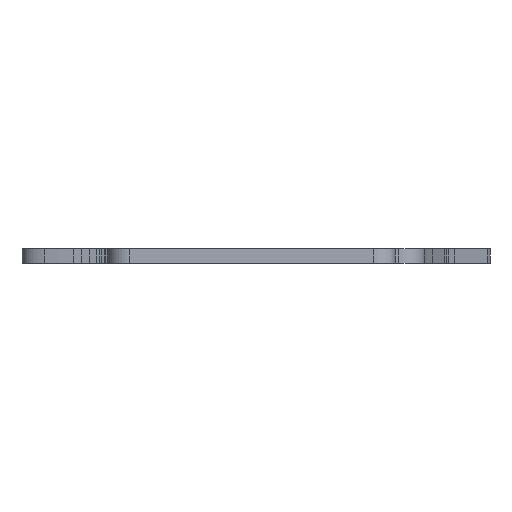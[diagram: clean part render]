
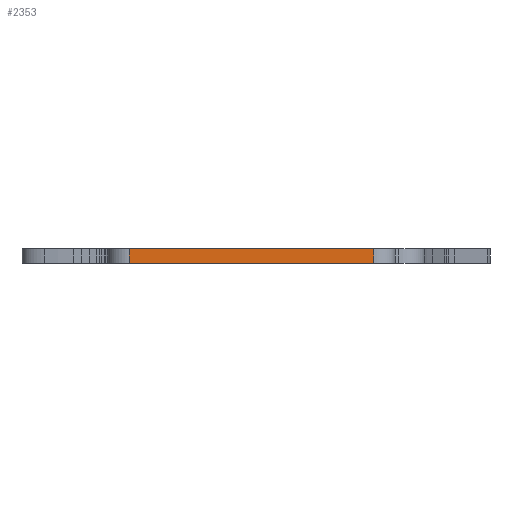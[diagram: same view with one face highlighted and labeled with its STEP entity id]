
A CAD part, left-side view. The second image highlights one B-rep face of the part: STEP entity #2353.
In plain terms, the highlighted planar face has unit normal (-1, 0, 0).
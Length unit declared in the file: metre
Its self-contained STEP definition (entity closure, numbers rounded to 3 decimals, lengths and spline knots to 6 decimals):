
#168=ORIENTED_EDGE('',*,*,#843,.T.);
#169=ORIENTED_EDGE('',*,*,#844,.F.);
#170=ORIENTED_EDGE('',*,*,#845,.F.);
#171=ORIENTED_EDGE('',*,*,#841,.T.);
#841=EDGE_CURVE('',#1169,#1168,#1420,.T.);
#843=EDGE_CURVE('',#1168,#1170,#1421,.T.);
#844=EDGE_CURVE('',#1171,#1170,#1422,.T.);
#845=EDGE_CURVE('',#1169,#1171,#1423,.T.);
#1168=VERTEX_POINT('',#3307);
#1169=VERTEX_POINT('',#3309);
#1170=VERTEX_POINT('',#3322);
#1171=VERTEX_POINT('',#3324);
#1420=LINE('',#3308,#1736);
#1421=LINE('',#3321,#1737);
#1422=LINE('',#3323,#1738);
#1423=LINE('',#3325,#1739);
#1736=VECTOR('',#2706,1.);
#1737=VECTOR('',#2709,1.);
#1738=VECTOR('',#2710,1.);
#1739=VECTOR('',#2711,1.);
#1995=EDGE_LOOP('',(#168,#169,#170,#171));
#2123=FACE_BOUND('',#1995,.T.);
#2250=PLANE('',#2483);
#2353=ADVANCED_FACE('',(#2123),#2250,.F.);
#2483=AXIS2_PLACEMENT_3D('',#3320,#2707,#2708);
#2706=DIRECTION('',(0.,0.,-1.));
#2707=DIRECTION('',(1.,0.,0.));
#2708=DIRECTION('',(0.,0.,-1.));
#2709=DIRECTION('',(0.,-1.,0.));
#2710=DIRECTION('',(0.,0.,-1.));
#2711=DIRECTION('',(0.,-1.,0.));
#3307=CARTESIAN_POINT('',(-0.069005,0.026887,0.));
#3308=CARTESIAN_POINT('',(-0.069005,0.026887,0.003));
#3309=CARTESIAN_POINT('',(-0.069005,0.026887,0.003));
#3320=CARTESIAN_POINT('',(-0.069005,0.000987,0.003));
#3321=CARTESIAN_POINT('',(-0.069005,0.000987,0.));
#3322=CARTESIAN_POINT('',(-0.069005,-0.024913,0.));
#3323=CARTESIAN_POINT('',(-0.069005,-0.024913,0.003));
#3324=CARTESIAN_POINT('',(-0.069005,-0.024913,0.003));
#3325=CARTESIAN_POINT('',(-0.069005,0.000987,0.003));
